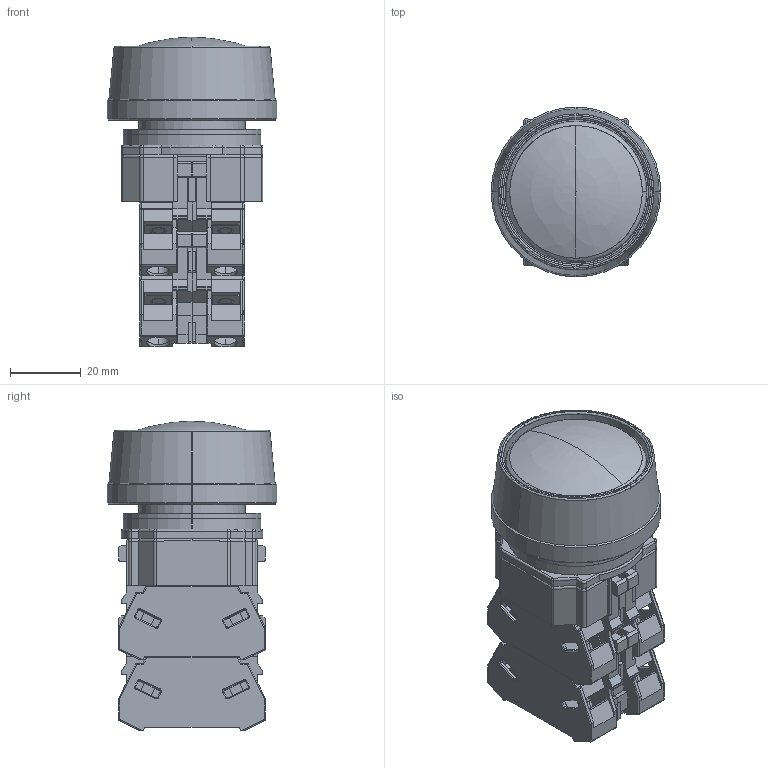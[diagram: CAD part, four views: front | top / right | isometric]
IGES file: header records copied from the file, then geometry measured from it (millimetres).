
Start section: SolidWorks IGES file using analytic representation for surfaces
Global section: file name: OUTSIDE-ABGD3_AOGD3.IGS,15; native system: HSolidWorks 2014; preprocessor: SolidWorks 2014; author: 1002606; date: 170313.124811; units: millimetre
Bounding box: 48 x 48 x 87.4 mm (x, y, z)
Surface area: 39645 mm2 (no closed solid volume)
Topology: 0 solids, 0 shells, 1286 faces, 11385 edges, 11362 vertices
Faces by surface type: bspline 908, revolution 378
